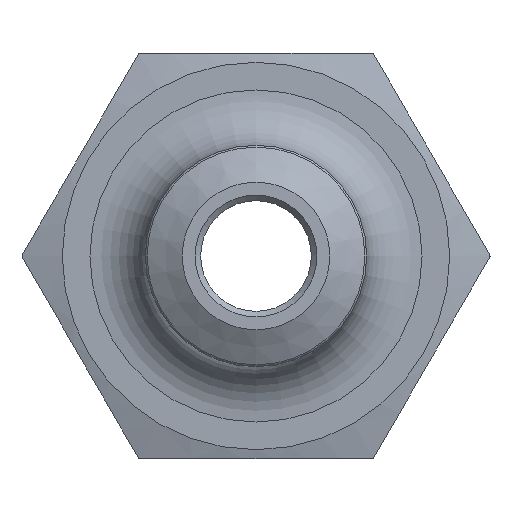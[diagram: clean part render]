
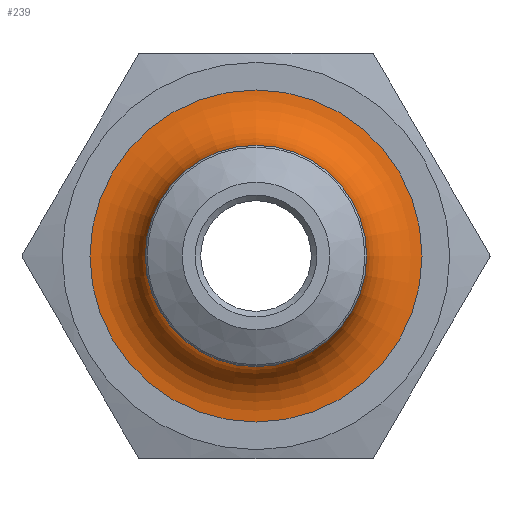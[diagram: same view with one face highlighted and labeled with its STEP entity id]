
A CAD part, left-side view. The second image highlights one B-rep face of the part: STEP entity #239.
In plain terms, the highlighted toroidal (fillet/blend) face has major radius 9 mm and minor radius 3 mm.
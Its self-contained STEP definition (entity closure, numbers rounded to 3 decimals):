
#101=TOROIDAL_SURFACE('',#684,9.,3.);
#153=FACE_BOUND('',#322,.T.);
#154=FACE_BOUND('',#323,.T.);
#190=CIRCLE('',#678,6.);
#193=CIRCLE('',#683,9.);
#239=ADVANCED_FACE('',(#153,#154),#101,.F.);
#322=EDGE_LOOP('',(#461));
#323=EDGE_LOOP('',(#462));
#461=ORIENTED_EDGE('',*,*,#599,.F.);
#462=ORIENTED_EDGE('',*,*,#596,.T.);
#533=VERTEX_POINT('',#1172);
#536=VERTEX_POINT('',#1180);
#596=EDGE_CURVE('',#533,#533,#190,.T.);
#599=EDGE_CURVE('',#536,#536,#193,.T.);
#678=AXIS2_PLACEMENT_3D('',#1171,#810,#811);
#683=AXIS2_PLACEMENT_3D('',#1179,#820,#821);
#684=AXIS2_PLACEMENT_3D('',#1181,#822,#823);
#810=DIRECTION('',(1.,0.,0.));
#811=DIRECTION('',(0.,0.,1.));
#820=DIRECTION('',(1.,0.,0.));
#821=DIRECTION('',(0.,0.,1.));
#822=DIRECTION('',(-1.,0.,0.));
#823=DIRECTION('',(0.,0.,1.));
#1171=CARTESIAN_POINT('',(13.,0.,0.));
#1172=CARTESIAN_POINT('',(13.,0.,6.));
#1179=CARTESIAN_POINT('',(16.,0.,0.));
#1180=CARTESIAN_POINT('',(16.,0.,9.));
#1181=CARTESIAN_POINT('',(13.,0.,0.));
